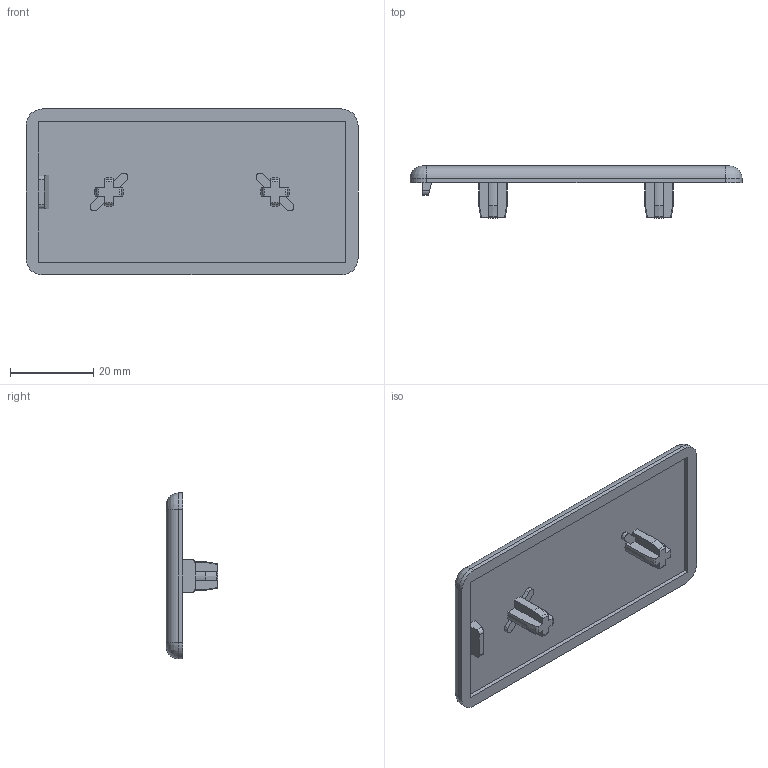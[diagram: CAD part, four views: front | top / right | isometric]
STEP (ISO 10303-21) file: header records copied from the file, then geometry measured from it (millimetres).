
FILE_DESCRIPTION(('FreeCAD Model'),'2;1');
FILE_NAME('Open CASCADE Shape Model','2024-03-20T10:09:53',(''),(''), 'Open CASCADE STEP processor 7.6','FreeCAD','Unknown');
FILE_SCHEMA(('AUTOMOTIVE_DESIGN { 1 0 10303 214 1 1 1 1 }'));
Length unit declared in the file: millimetre
Products named in the file (1): STI8-C8040G
Bounding box: 80 x 12.5 x 40 mm (x, y, z)
Volume: 10307.6 mm3; surface area: 7773.1 mm2
Topology: 1 solids, 1 shells, 89 faces, 242 edges, 158 vertices
Faces by surface type: plane 47, cylinder 22, torus 8, cone 8, revolution 4
Entity records: 6840 total; most frequent: CARTESIAN_POINT 2054, DIRECTION 864, LINE 528, VECTOR 528, ORIENTED_EDGE 484, PCURVE 484, DEFINITIONAL_REPRESENTATION 484, EDGE_CURVE 242
